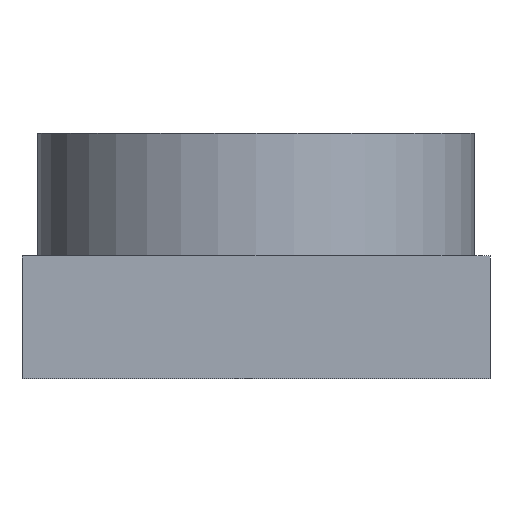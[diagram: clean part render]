
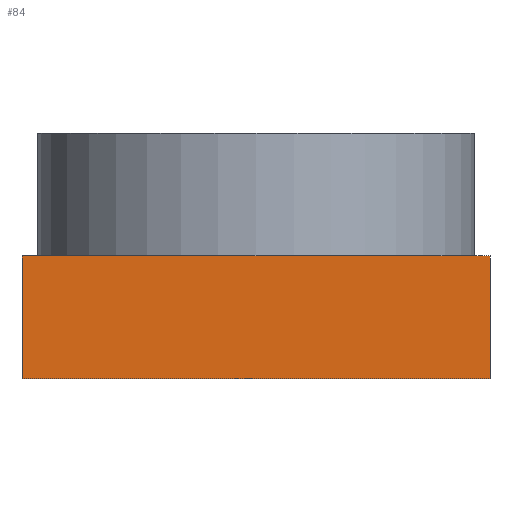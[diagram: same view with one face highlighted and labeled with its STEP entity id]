
A CAD part, left-side view. The second image highlights one B-rep face of the part: STEP entity #84.
In plain terms, the highlighted planar face has unit normal (-1, 0, 0).
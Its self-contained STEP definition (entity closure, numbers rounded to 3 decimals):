
#84=ADVANCED_FACE('',(#148),#624,.T.);
#148=FACE_OUTER_BOUND('',#234,.F.);
#234=EDGE_LOOP('',(#342,#343,#344,#345));
#342=ORIENTED_EDGE('',*,*,#1130,.F.);
#343=ORIENTED_EDGE('',*,*,#1123,.T.);
#344=ORIENTED_EDGE('',*,*,#1133,.T.);
#345=ORIENTED_EDGE('',*,*,#1126,.T.);
#624=PLANE('',#1513);
#917=LINE('',#2086,#1005);
#918=LINE('',#2089,#1006);
#922=LINE('',#2093,#1010);
#925=LINE('',#2096,#1013);
#1005=VECTOR('',#1652,30.);
#1006=VECTOR('',#1657,30.);
#1010=VECTOR('',#1661,7.881);
#1013=VECTOR('',#1664,7.881);
#1123=EDGE_CURVE('',#1370,#1373,#917,.T.);
#1126=EDGE_CURVE('',#1367,#1366,#918,.T.);
#1130=EDGE_CURVE('',#1370,#1366,#922,.T.);
#1133=EDGE_CURVE('',#1373,#1367,#925,.T.);
#1366=VERTEX_POINT('',#1999);
#1367=VERTEX_POINT('',#2000);
#1370=VERTEX_POINT('',#2003);
#1373=VERTEX_POINT('',#2006);
#1513=AXIS2_PLACEMENT_3D('',#2205,#1813,#1814);
#1652=DIRECTION('',(0.,1.,0.));
#1657=DIRECTION('',(0.,-1.,0.));
#1661=DIRECTION('',(0.,0.,1.));
#1664=DIRECTION('',(0.,0.,1.));
#1813=DIRECTION('',(-1.,0.,0.));
#1814=DIRECTION('',(0.,1.,0.));
#1999=CARTESIAN_POINT('',(-15.,-15.,7.881));
#2000=CARTESIAN_POINT('',(-15.,15.,7.881));
#2003=CARTESIAN_POINT('',(-15.,-15.,0.));
#2006=CARTESIAN_POINT('',(-15.,15.,0.));
#2086=CARTESIAN_POINT('',(-15.,-15.,0.));
#2089=CARTESIAN_POINT('',(-15.,15.,7.881));
#2093=CARTESIAN_POINT('',(-15.,-15.,0.));
#2096=CARTESIAN_POINT('',(-15.,15.,0.));
#2205=CARTESIAN_POINT('',(-15.,-15.3,16.06));
